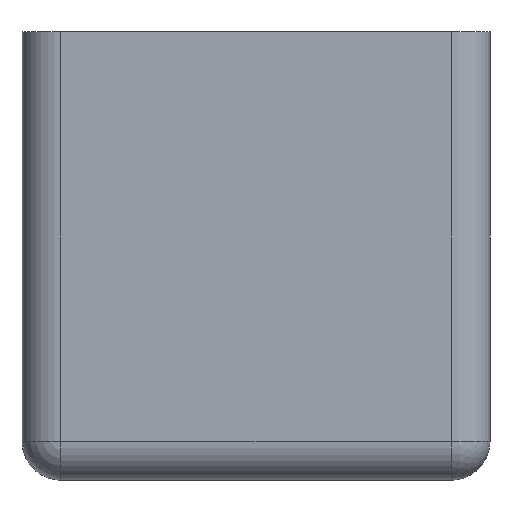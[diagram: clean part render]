
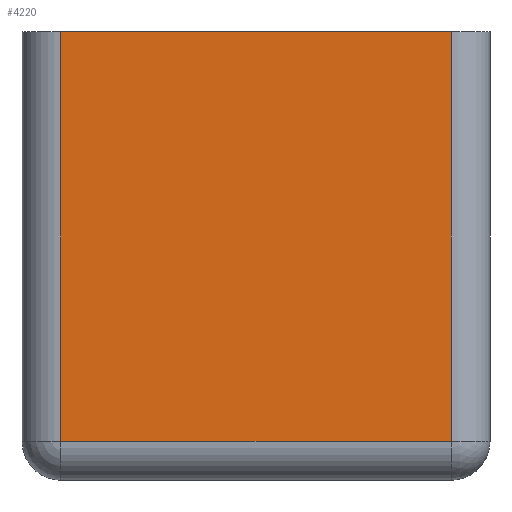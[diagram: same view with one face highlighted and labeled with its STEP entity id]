
A CAD part, front view. The second image highlights one B-rep face of the part: STEP entity #4220.
In plain terms, the highlighted planar face has unit normal (0, -1, 0).
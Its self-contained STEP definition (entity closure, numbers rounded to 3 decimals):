
#470=CARTESIAN_POINT('',(94.748,193.297,21.));
#480=VERTEX_POINT('',#470);
#510=CARTESIAN_POINT('',(0.,193.297,21.));
#520=DIRECTION('',(1.,0.,0.));
#530=VECTOR('',#520,1.);
#540=LINE('',#510,#530);
#550=CARTESIAN_POINT('',(74.748,193.297,21.));
#560=VERTEX_POINT('',#550);
#570=EDGE_CURVE('',#560,#480,#540,.T.);
#3920=CARTESIAN_POINT('',(75.748,193.297,0.));
#3930=DIRECTION('',(0.,-1.,0.));
#3940=DIRECTION('',(1.,0.,0.));
#3950=AXIS2_PLACEMENT_3D('',#3920,#3930,#3940);
#3960=PLANE('',#3950);
#3970=CARTESIAN_POINT('',(0.,193.297,0.));
#3980=DIRECTION('',(-1.,0.,0.));
#3990=VECTOR('',#3980,1.);
#4000=LINE('',#3970,#3990);
#4010=CARTESIAN_POINT('',(94.748,193.297,0.));
#4020=VERTEX_POINT('',#4010);
#4030=CARTESIAN_POINT('',(74.748,193.297,0.));
#4040=VERTEX_POINT('',#4030);
#4050=EDGE_CURVE('',#4020,#4040,#4000,.T.);
#4060=ORIENTED_EDGE('',*,*,#4050,.F.);
#4070=CARTESIAN_POINT('',(74.748,193.297,0.));
#4080=DIRECTION('',(0.,0.,-1.));
#4090=VECTOR('',#4080,1.);
#4100=LINE('',#4070,#4090);
#4110=EDGE_CURVE('',#560,#4040,#4100,.T.);
#4120=ORIENTED_EDGE('',*,*,#4110,.T.);
#4130=ORIENTED_EDGE('',*,*,#570,.F.);
#4140=CARTESIAN_POINT('',(94.748,193.297,0.));
#4150=DIRECTION('',(0.,0.,1.));
#4160=VECTOR('',#4150,1.);
#4170=LINE('',#4140,#4160);
#4180=EDGE_CURVE('',#4020,#480,#4170,.T.);
#4190=ORIENTED_EDGE('',*,*,#4180,.T.);
#4200=EDGE_LOOP('',(#4190,#4130,#4120,#4060));
#4210=FACE_OUTER_BOUND('',#4200,.T.);
#4220=ADVANCED_FACE('',(#4210),#3960,.T.);
